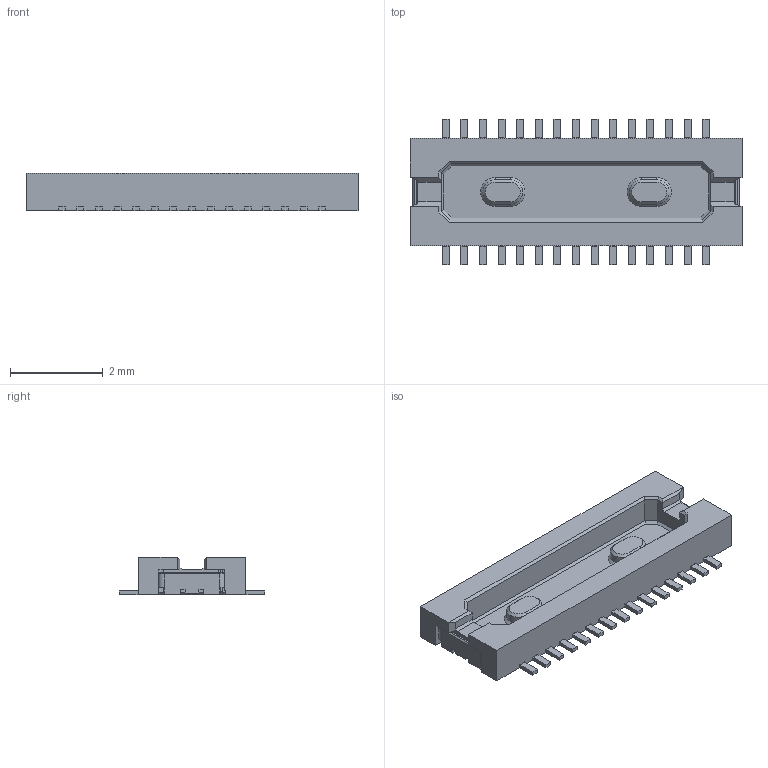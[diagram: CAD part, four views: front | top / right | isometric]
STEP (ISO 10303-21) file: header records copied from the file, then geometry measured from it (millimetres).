
FILE_DESCRIPTION(('FreeCAD Model'),'2;1');
FILE_NAME('DF30FB-30DP-0.4V.step','2016-10-12T12:19:19',( 'Author'),(''),'Open CASCADE STEP processor 6.8','FreeCAD','Unknown' );
FILE_SCHEMA(('AUTOMOTIVE_DESIGN_CC2 { 1 2 10303 214 -1 1 5 4 }'));
Length unit declared in the file: millimetre
Products named in the file (2): ASSEMBLY; DF30FB-30DP-0.4V
Assembly tree (1 placements, depth 2):
  ASSEMBLY
    DF30FB-30DP-0.4V
Bounding box: 7.14 x 3.12 x 0.8 mm (x, y, z)
Volume: 8.7 mm3; surface area: 66.7 mm2
Topology: 1 solids, 1 shells, 330 faces, 910 edges, 584 vertices
Faces by surface type: plane 264, cylinder 46, cone 20
Entity records: 28457 total; most frequent: CARTESIAN_POINT 10666, DIRECTION 3160, LINE 2230, VECTOR 2230, ORIENTED_EDGE 1820, PCURVE 1820, DEFINITIONAL_REPRESENTATION 1820, EDGE_CURVE 910
